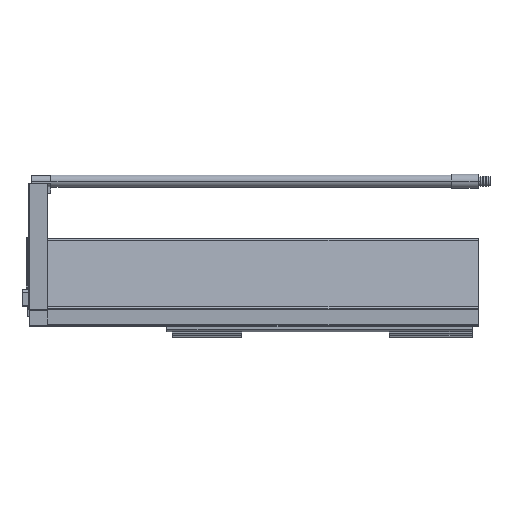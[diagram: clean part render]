
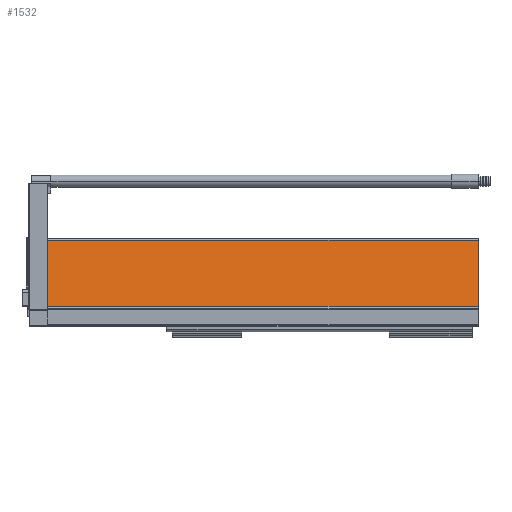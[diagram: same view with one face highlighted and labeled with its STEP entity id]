
A CAD part, top view. The second image highlights one B-rep face of the part: STEP entity #1532.
In plain terms, the highlighted planar face has unit normal (0, 0.139, 0.99).
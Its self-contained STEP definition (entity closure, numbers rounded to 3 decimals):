
#93 = DIRECTION ( 'NONE',  ( 1., 0., 0. ) ) ;
#242 = CARTESIAN_POINT ( 'NONE',  ( -443., 75.024, 25.028 ) ) ;
#245 = EDGE_LOOP ( 'NONE', ( #11550, #4655, #2071, #260 ) ) ;
#260 = ORIENTED_EDGE ( 'NONE', *, *, #4818, .F. ) ;
#1042 = CARTESIAN_POINT ( 'NONE',  ( -423.5, 75.024, 25.028 ) ) ;
#1207 = PLANE ( 'NONE',  #4138 ) ;
#1532 = ADVANCED_FACE ( 'NONE', ( #4809 ), #1207, .T. ) ;
#2071 = ORIENTED_EDGE ( 'NONE', *, *, #9241, .F. ) ;
#2134 = LINE ( 'NONE', #1042, #12008 ) ;
#3203 = VERTEX_POINT ( 'NONE', #7015 ) ;
#3369 = VECTOR ( 'NONE', #4514, 1000. ) ;
#4108 = DIRECTION ( 'NONE',  ( 0., 0.139, 0.99 ) ) ;
#4138 = AXIS2_PLACEMENT_3D ( 'NONE', #242, #4108, #7735 ) ;
#4514 = DIRECTION ( 'NONE',  ( 1., 0., 0. ) ) ;
#4655 = ORIENTED_EDGE ( 'NONE', *, *, #5114, .T. ) ;
#4809 = FACE_OUTER_BOUND ( 'NONE', #245, .T. ) ;
#4818 = EDGE_CURVE ( 'NONE', #6938, #3203, #5924, .T. ) ;
#4831 = VECTOR ( 'NONE', #5665, 1000. ) ;
#4908 = CARTESIAN_POINT ( 'NONE',  ( 0., 10.222, 34.135 ) ) ;
#5114 = EDGE_CURVE ( 'NONE', #10392, #8033, #12367, .T. ) ;
#5665 = DIRECTION ( 'NONE',  ( 0., -0.99, 0.139 ) ) ;
#5924 = LINE ( 'NONE', #10621, #8229 ) ;
#6619 = CARTESIAN_POINT ( 'NONE',  ( 0., 75.024, 25.028 ) ) ;
#6814 = DIRECTION ( 'NONE',  ( 0., 0.99, -0.139 ) ) ;
#6938 = VERTEX_POINT ( 'NONE', #9581 ) ;
#7015 = CARTESIAN_POINT ( 'NONE',  ( 0., 75.024, 25.028 ) ) ;
#7735 = DIRECTION ( 'NONE',  ( 0., -0.99, 0.139 ) ) ;
#7978 = CARTESIAN_POINT ( 'NONE',  ( -423.5, 10.222, 34.135 ) ) ;
#8033 = VERTEX_POINT ( 'NONE', #4908 ) ;
#8229 = VECTOR ( 'NONE', #93, 1000. ) ;
#8420 = EDGE_CURVE ( 'NONE', #10392, #6938, #2134, .T. ) ;
#9241 = EDGE_CURVE ( 'NONE', #3203, #8033, #12244, .T. ) ;
#9581 = CARTESIAN_POINT ( 'NONE',  ( -423.5, 75.024, 25.028 ) ) ;
#10392 = VERTEX_POINT ( 'NONE', #7978 ) ;
#10621 = CARTESIAN_POINT ( 'NONE',  ( -443., 75.024, 25.028 ) ) ;
#11550 = ORIENTED_EDGE ( 'NONE', *, *, #8420, .F. ) ;
#12008 = VECTOR ( 'NONE', #6814, 1000. ) ;
#12244 = LINE ( 'NONE', #6619, #4831 ) ;
#12304 = CARTESIAN_POINT ( 'NONE',  ( 0., 10.222, 34.135 ) ) ;
#12367 = LINE ( 'NONE', #12304, #3369 ) ;
